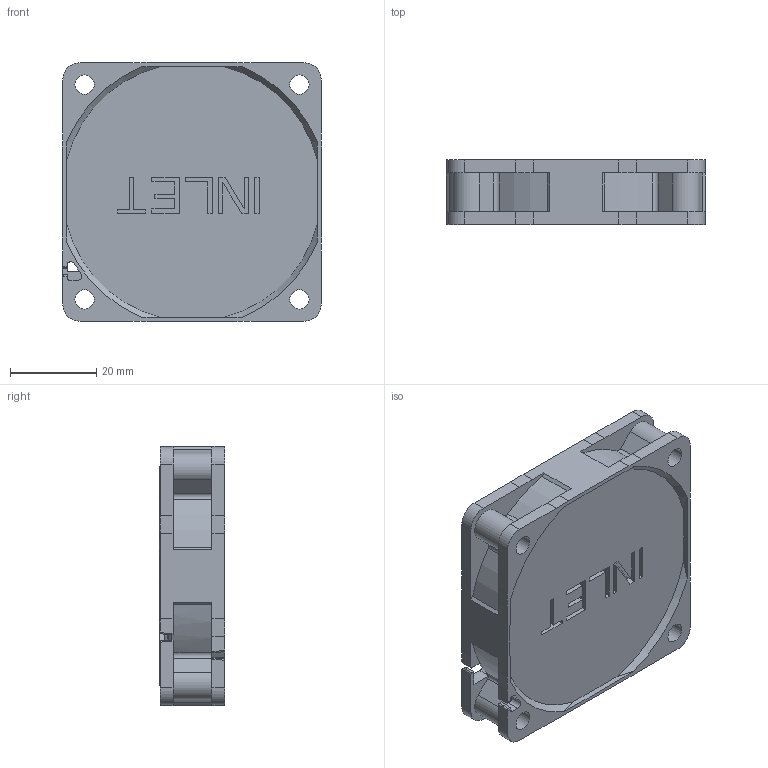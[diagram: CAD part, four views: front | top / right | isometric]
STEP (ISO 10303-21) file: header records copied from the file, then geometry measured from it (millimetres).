
FILE_DESCRIPTION((''),'2;1');
FILE_NAME('4100036600','2015-11-03T',('DURANT.QIAN'),(''),'CREO PARAMETRIC BY PTC INC, 2014440','CREO PARAMETRIC BY PTC INC, 2014440','');
FILE_SCHEMA(('CONFIG_CONTROL_DESIGN'));
Length unit declared in the file: millimetre
Products named in the file (1): 4100036600
Bounding box: 60.2 x 15.2 x 60.2 mm (x, y, z)
Volume: 42990.4 mm3; surface area: 13719.4 mm2
Topology: 1 solids, 1 shells, 379 faces, 1050 edges, 685 vertices
Faces by surface type: plane 237, cylinder 92, bspline 27, cone 16, torus 7
Entity records: 13610 total; most frequent: CARTESIAN_POINT 4012, ORIENTED_EDGE 2098, DIRECTION 1849, EDGE_CURVE 1049, VECTOR 731, LINE 731, VERTEX_POINT 685, AXIS2_PLACEMENT_3D 559
